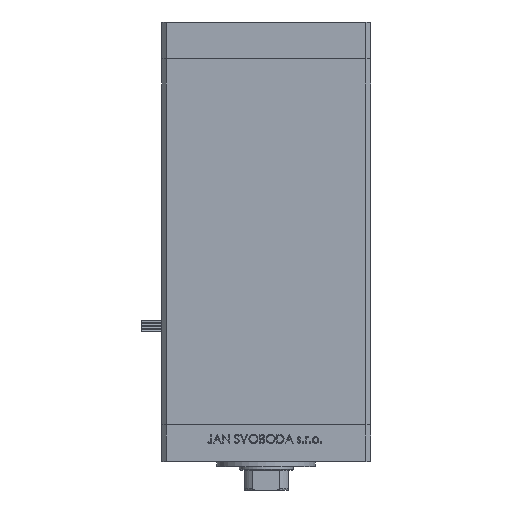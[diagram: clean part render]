
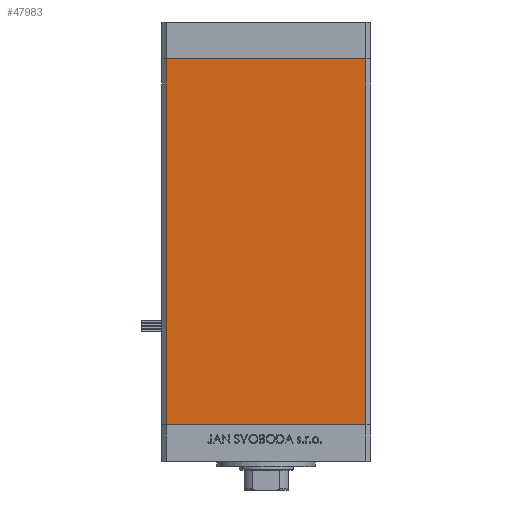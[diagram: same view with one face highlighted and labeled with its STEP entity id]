
A CAD part, front view. The second image highlights one B-rep face of the part: STEP entity #47983.
In plain terms, the highlighted planar face has unit normal (0, -1, 0).
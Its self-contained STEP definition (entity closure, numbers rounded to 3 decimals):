
#1099 = VECTOR ( 'NONE', #26252, 1000. ) ;
#1352 = EDGE_CURVE ( 'NONE', #50695, #17741, #28437, .T. ) ;
#4142 = EDGE_CURVE ( 'NONE', #40935, #47250, #46907, .T. ) ;
#5823 = VECTOR ( 'NONE', #22884, 1000. ) ;
#6566 = VECTOR ( 'NONE', #31874, 1000. ) ;
#6856 = ORIENTED_EDGE ( 'NONE', *, *, #17362, .F. ) ;
#9728 = ORIENTED_EDGE ( 'NONE', *, *, #16358, .T. ) ;
#11945 = VECTOR ( 'NONE', #23297, 1000. ) ;
#14676 = PLANE ( 'NONE',  #42886 ) ;
#16358 = EDGE_CURVE ( 'NONE', #17741, #47250, #47355, .T. ) ;
#17362 = EDGE_CURVE ( 'NONE', #50695, #40935, #38363, .T. ) ;
#17741 = VERTEX_POINT ( 'NONE', #24738 ) ;
#18897 = FACE_OUTER_BOUND ( 'NONE', #49683, .T. ) ;
#19349 = CARTESIAN_POINT ( 'NONE',  ( -40.5, -37.5, 148.5 ) ) ;
#20008 = CARTESIAN_POINT ( 'NONE',  ( -40.5, -37.5, 148.5 ) ) ;
#22884 = DIRECTION ( 'NONE',  ( 0., 0., -1. ) ) ;
#23297 = DIRECTION ( 'NONE',  ( 1., 0., 0. ) ) ;
#24738 = CARTESIAN_POINT ( 'NONE',  ( -40.5, -37.5, 0. ) ) ;
#26003 = CARTESIAN_POINT ( 'NONE',  ( 40.5, -37.5, 148.5 ) ) ;
#26252 = DIRECTION ( 'NONE',  ( 1., 0., 0. ) ) ;
#26798 = CARTESIAN_POINT ( 'NONE',  ( -40.5, -37.5, 148.5 ) ) ;
#28437 = LINE ( 'NONE', #20008, #6566 ) ;
#31009 = DIRECTION ( 'NONE',  ( 0., 0., 1. ) ) ;
#31431 = ORIENTED_EDGE ( 'NONE', *, *, #4142, .F. ) ;
#31716 = ORIENTED_EDGE ( 'NONE', *, *, #1352, .T. ) ;
#31874 = DIRECTION ( 'NONE',  ( 0., 0., -1. ) ) ;
#38363 = LINE ( 'NONE', #19349, #11945 ) ;
#40544 = CARTESIAN_POINT ( 'NONE',  ( 40.5, -37.5, 0. ) ) ;
#40935 = VERTEX_POINT ( 'NONE', #26003 ) ;
#42856 = CARTESIAN_POINT ( 'NONE',  ( -40.5, -37.5, 0. ) ) ;
#42886 = AXIS2_PLACEMENT_3D ( 'NONE', #26798, #42890, #31009 ) ;
#42890 = DIRECTION ( 'NONE',  ( 0., 1., 0. ) ) ;
#44333 = CARTESIAN_POINT ( 'NONE',  ( -40.5, -37.5, 148.5 ) ) ;
#46133 = CARTESIAN_POINT ( 'NONE',  ( 40.5, -37.5, 148.5 ) ) ;
#46907 = LINE ( 'NONE', #46133, #5823 ) ;
#47250 = VERTEX_POINT ( 'NONE', #40544 ) ;
#47355 = LINE ( 'NONE', #42856, #1099 ) ;
#47983 = ADVANCED_FACE ( 'NONE', ( #18897 ), #14676, .F. ) ;
#49683 = EDGE_LOOP ( 'NONE', ( #9728, #31431, #6856, #31716 ) ) ;
#50695 = VERTEX_POINT ( 'NONE', #44333 ) ;
